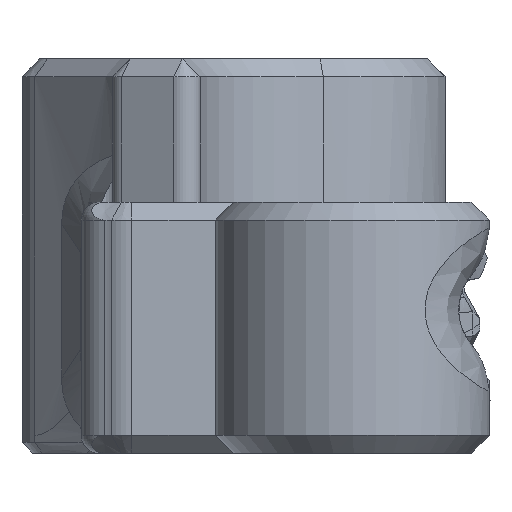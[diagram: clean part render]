
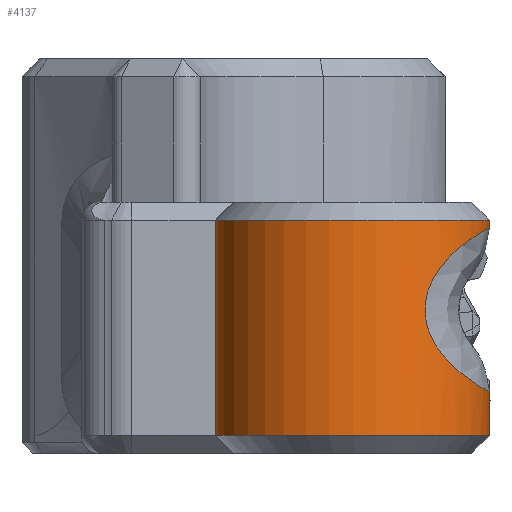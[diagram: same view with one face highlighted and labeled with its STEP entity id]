
A CAD part, front view. The second image highlights one B-rep face of the part: STEP entity #4137.
In plain terms, the highlighted cylindrical face has radius 7.65 mm (diameter 15.3 mm), a partial arc.
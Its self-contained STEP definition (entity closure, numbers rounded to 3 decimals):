
#76=CYLINDRICAL_SURFACE('',#4360,7.65);
#315=FACE_OUTER_BOUND('',#573,.T.);
#573=EDGE_LOOP('',(#3149,#3150,#3151,#3152,#3153,#3154));
#747=CIRCLE('',#4361,7.65);
#748=CIRCLE('',#4362,7.65);
#1010=B_SPLINE_CURVE_WITH_KNOTS('',3,(#9421,#9422,#9423,#9424,#9425,#9426,
#9427,#9428,#9429,#9430,#9431,#9432,#9433,#9434),.UNSPECIFIED.,.F.,.F.,
(4,1,1,1,1,1,1,1,1,1,1,4),(-1.428,-1.326,-1.224,
-1.02,-0.918,-0.816,-0.612,
-0.51,-0.408,-0.204,-0.102,
0.),.UNSPECIFIED.);
#1186=LINE('',#9345,#1464);
#1187=LINE('',#9347,#1465);
#1190=LINE('',#9439,#1468);
#1464=VECTOR('',#4819,10.);
#1465=VECTOR('',#4820,10.);
#1468=VECTOR('',#4827,10.);
#1735=VERTEX_POINT('',#7237);
#1792=VERTEX_POINT('',#9296);
#1796=VERTEX_POINT('',#9343);
#1797=VERTEX_POINT('',#9346);
#1799=VERTEX_POINT('',#9436);
#1800=VERTEX_POINT('',#9438);
#2278=EDGE_CURVE('',#1792,#1796,#1186,.T.);
#2279=EDGE_CURVE('',#1797,#1735,#1187,.T.);
#2282=EDGE_CURVE('',#1792,#1735,#1010,.T.);
#2283=EDGE_CURVE('',#1796,#1799,#747,.T.);
#2284=EDGE_CURVE('',#1800,#1799,#1190,.T.);
#2285=EDGE_CURVE('',#1797,#1800,#748,.T.);
#3149=ORIENTED_EDGE('',*,*,#2282,.F.);
#3150=ORIENTED_EDGE('',*,*,#2278,.T.);
#3151=ORIENTED_EDGE('',*,*,#2283,.T.);
#3152=ORIENTED_EDGE('',*,*,#2284,.F.);
#3153=ORIENTED_EDGE('',*,*,#2285,.F.);
#3154=ORIENTED_EDGE('',*,*,#2279,.T.);
#4137=ADVANCED_FACE('',(#315),#76,.T.);
#4360=AXIS2_PLACEMENT_3D('',#9435,#4823,#4824);
#4361=AXIS2_PLACEMENT_3D('',#9437,#4825,#4826);
#4362=AXIS2_PLACEMENT_3D('',#9440,#4828,#4829);
#4819=DIRECTION('',(0.,0.,1.));
#4820=DIRECTION('',(0.,0.,1.));
#4823=DIRECTION('center_axis',(0.,0.,
1.));
#4824=DIRECTION('ref_axis',(0.088,-0.996,0.));
#4825=DIRECTION('center_axis',(0.,0.,
-1.));
#4826=DIRECTION('ref_axis',(0.869,-0.494,0.));
#4827=DIRECTION('',(0.,0.,1.));
#4828=DIRECTION('center_axis',(0.,0.,
-1.));
#4829=DIRECTION('ref_axis',(0.869,-0.494,0.));
#7237=CARTESIAN_POINT('',(27.335,8.888,3.469));
#9296=CARTESIAN_POINT('',(27.335,8.888,12.531));
#9343=CARTESIAN_POINT('',(27.335,8.888,13.));
#9345=CARTESIAN_POINT('',(27.335,8.888,14.001));
#9346=CARTESIAN_POINT('',(27.335,8.888,1.));
#9347=CARTESIAN_POINT('',(27.335,8.888,14.001));
#9421=CARTESIAN_POINT('Ctrl Pts',(27.335,8.888,12.531));
#9422=CARTESIAN_POINT('Ctrl Pts',(27.448,8.198,12.595));
#9423=CARTESIAN_POINT('Ctrl Pts',(27.488,6.746,12.614));
#9424=CARTESIAN_POINT('Ctrl Pts',(26.755,4.037,12.213));
#9425=CARTESIAN_POINT('Ctrl Pts',(25.373,2.333,11.235));
#9426=CARTESIAN_POINT('Ctrl Pts',(24.411,1.54,10.009));
#9427=CARTESIAN_POINT('Ctrl Pts',(23.792,1.122,8.69));
#9428=CARTESIAN_POINT('Ctrl Pts',(23.792,1.126,7.31));
#9429=CARTESIAN_POINT('Ctrl Pts',(24.411,1.541,5.991));
#9430=CARTESIAN_POINT('Ctrl Pts',(25.374,2.338,4.765));
#9431=CARTESIAN_POINT('Ctrl Pts',(26.755,4.037,3.787));
#9432=CARTESIAN_POINT('Ctrl Pts',(27.488,6.747,3.386));
#9433=CARTESIAN_POINT('Ctrl Pts',(27.448,8.198,3.405));
#9434=CARTESIAN_POINT('Ctrl Pts',(27.335,8.888,3.469));
#9435=CARTESIAN_POINT('Origin',(19.786,7.65,0.001));
#9436=CARTESIAN_POINT('',(12.137,7.54,13.));
#9437=CARTESIAN_POINT('Origin',(19.786,7.65,13.));
#9438=CARTESIAN_POINT('',(12.137,7.54,1.));
#9439=CARTESIAN_POINT('',(12.137,7.54,0.001));
#9440=CARTESIAN_POINT('Origin',(19.786,7.65,1.));
